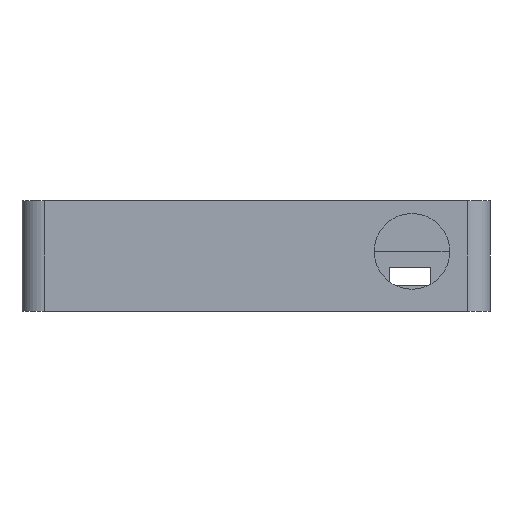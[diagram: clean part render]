
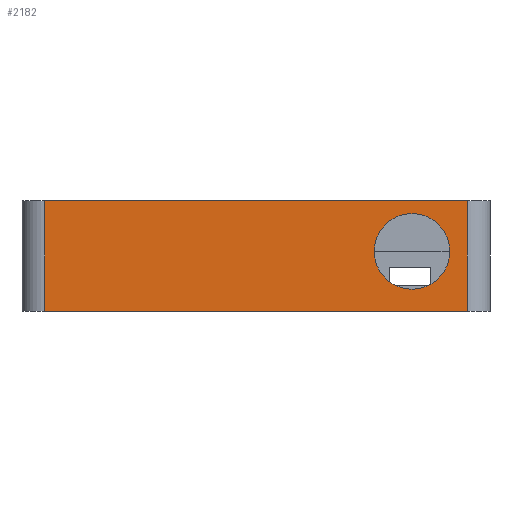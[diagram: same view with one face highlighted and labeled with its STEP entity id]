
A CAD part, front view. The second image highlights one B-rep face of the part: STEP entity #2182.
In plain terms, the highlighted planar face has unit normal (0, -1, 0).
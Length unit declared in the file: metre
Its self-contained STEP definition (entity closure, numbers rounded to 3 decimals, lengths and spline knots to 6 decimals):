
#26=PLANE('',#2362);
#125=CIRCLE('',#2363,0.00825);
#343=ORIENTED_EDGE('',*,*,#949,.F.);
#344=ORIENTED_EDGE('',*,*,#950,.T.);
#345=ORIENTED_EDGE('',*,*,#951,.T.);
#346=ORIENTED_EDGE('',*,*,#952,.F.);
#347=ORIENTED_EDGE('',*,*,#953,.T.);
#949=EDGE_CURVE('',#1250,#1250,#125,.T.);
#950=EDGE_CURVE('',#1251,#1252,#1442,.T.);
#951=EDGE_CURVE('',#1252,#1253,#1443,.F.);
#952=EDGE_CURVE('',#1254,#1253,#1444,.T.);
#953=EDGE_CURVE('',#1254,#1251,#1445,.T.);
#1250=VERTEX_POINT('',#3525);
#1251=VERTEX_POINT('',#3527);
#1252=VERTEX_POINT('',#3528);
#1253=VERTEX_POINT('',#3530);
#1254=VERTEX_POINT('',#3532);
#1442=LINE('',#3526,#1633);
#1443=LINE('',#3529,#1634);
#1444=LINE('',#3531,#1635);
#1445=LINE('',#3533,#1636);
#1633=VECTOR('',#2749,1.);
#1634=VECTOR('',#2750,1.);
#1635=VECTOR('',#2751,1.);
#1636=VECTOR('',#2752,1.);
#1759=EDGE_LOOP('',(#343));
#1760=EDGE_LOOP('',(#344,#345,#346,#347));
#1949=FACE_BOUND('',#1759,.T.);
#1950=FACE_BOUND('',#1760,.T.);
#2182=ADVANCED_FACE('',(#1949,#1950),#26,.F.);
#2362=AXIS2_PLACEMENT_3D('',#3523,#2745,#2746);
#2363=AXIS2_PLACEMENT_3D('',#3524,#2747,#2748);
#2745=DIRECTION('',(0.,1.,0.));
#2746=DIRECTION('',(0.,0.,1.));
#2747=DIRECTION('',(0.,-1.,0.));
#2748=DIRECTION('',(0.,0.,-1.));
#2749=DIRECTION('',(1.,0.,0.));
#2750=DIRECTION('',(0.,0.,-1.));
#2751=DIRECTION('',(1.,0.,0.));
#2752=DIRECTION('',(0.,0.,-1.));
#3523=CARTESIAN_POINT('',(0.051,0.,0.003));
#3524=CARTESIAN_POINT('',(0.085,0.,0.013));
#3525=CARTESIAN_POINT('',(0.085,0.,0.00475));
#3526=CARTESIAN_POINT('',(0.051,0.,0.));
#3527=CARTESIAN_POINT('',(0.005,0.,0.));
#3528=CARTESIAN_POINT('',(0.097,0.,0.));
#3529=CARTESIAN_POINT('',(0.097,0.,0.003));
#3530=CARTESIAN_POINT('',(0.097,0.,0.024));
#3531=CARTESIAN_POINT('',(0.051,0.,0.024));
#3532=CARTESIAN_POINT('',(0.005,0.,0.024));
#3533=CARTESIAN_POINT('',(0.005,0.,0.));
